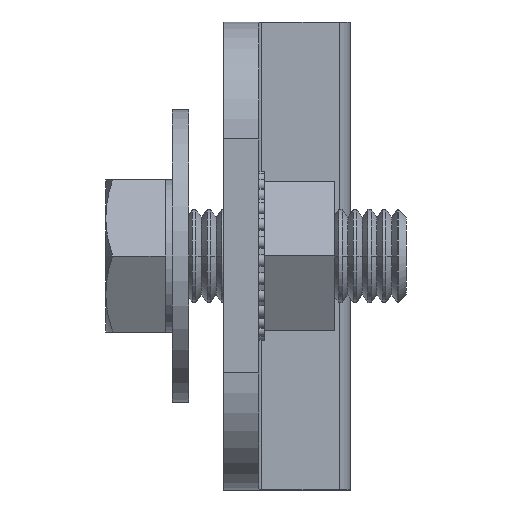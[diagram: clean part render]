
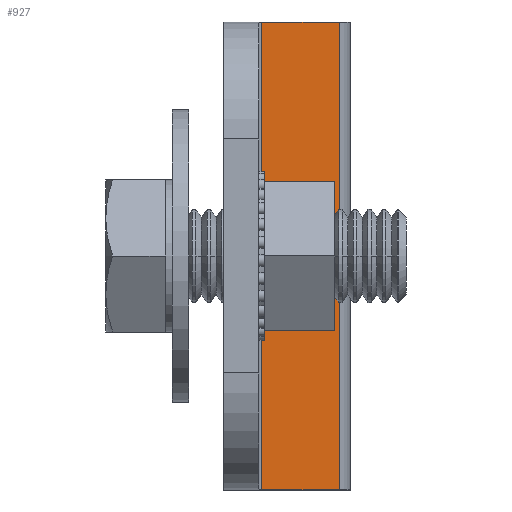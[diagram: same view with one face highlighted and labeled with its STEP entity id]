
A CAD part, left-side view. The second image highlights one B-rep face of the part: STEP entity #927.
In plain terms, the highlighted face is planar.
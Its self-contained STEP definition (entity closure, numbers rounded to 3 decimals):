
#72 = DIRECTION ( 'NONE',  ( -1., 0., 0. ) ) ;
#348 = EDGE_CURVE ( 'NONE', #6798, #1742, #6410, .T. ) ;
#411 = CARTESIAN_POINT ( 'NONE',  ( 20., 15.633, 16.201 ) ) ;
#735 = CARTESIAN_POINT ( 'NONE',  ( 20., -11.686, -16.356 ) ) ;
#927 = ADVANCED_FACE ( 'NONE', ( #5285 ), #6921, .F. ) ;
#1145 = LINE ( 'NONE', #6509, #7931 ) ;
#1221 = VECTOR ( 'NONE', #7496, 1000. ) ;
#1239 = VECTOR ( 'NONE', #72, 1000. ) ;
#1392 = DIRECTION ( 'NONE',  ( 0., -0.643, -0.766 ) ) ;
#1693 = DIRECTION ( 'NONE',  ( 0., 0.643, 0.766 ) ) ;
#1742 = VERTEX_POINT ( 'NONE', #2103 ) ;
#2103 = CARTESIAN_POINT ( 'NONE',  ( -20., -0.234, -2.709 ) ) ;
#2429 = EDGE_LOOP ( 'NONE', ( #3289, #4138, #3820, #7366 ) ) ;
#2461 = CARTESIAN_POINT ( 'NONE',  ( -20., -11.686, -16.356 ) ) ;
#2873 = VERTEX_POINT ( 'NONE', #3120 ) ;
#3031 = DIRECTION ( 'NONE',  ( 0., 0.766, -0.643 ) ) ;
#3120 = CARTESIAN_POINT ( 'NONE',  ( 20., -6.895, -10.646 ) ) ;
#3289 = ORIENTED_EDGE ( 'NONE', *, *, #6707, .F. ) ;
#3424 = VERTEX_POINT ( 'NONE', #6522 ) ;
#3820 = ORIENTED_EDGE ( 'NONE', *, *, #348, .F. ) ;
#4138 = ORIENTED_EDGE ( 'NONE', *, *, #5379, .T. ) ;
#4663 = CARTESIAN_POINT ( 'NONE',  ( -20., -6.895, -10.646 ) ) ;
#4695 = DIRECTION ( 'NONE',  ( 1., 0., 0. ) ) ;
#5285 = FACE_OUTER_BOUND ( 'NONE', #2429, .T. ) ;
#5379 = EDGE_CURVE ( 'NONE', #3424, #1742, #6339, .T. ) ;
#5456 = EDGE_CURVE ( 'NONE', #6798, #2873, #1145, .T. ) ;
#5689 = LINE ( 'NONE', #735, #7017 ) ;
#6339 = LINE ( 'NONE', #6557, #1239 ) ;
#6410 = LINE ( 'NONE', #2461, #1221 ) ;
#6509 = CARTESIAN_POINT ( 'NONE',  ( 20., -6.895, -10.646 ) ) ;
#6522 = CARTESIAN_POINT ( 'NONE',  ( 20., -0.234, -2.709 ) ) ;
#6557 = CARTESIAN_POINT ( 'NONE',  ( 20., -0.234, -2.709 ) ) ;
#6707 = EDGE_CURVE ( 'NONE', #3424, #2873, #5689, .T. ) ;
#6798 = VERTEX_POINT ( 'NONE', #4663 ) ;
#6921 = PLANE ( 'NONE',  #8297 ) ;
#7017 = VECTOR ( 'NONE', #1392, 1000. ) ;
#7366 = ORIENTED_EDGE ( 'NONE', *, *, #5456, .T. ) ;
#7496 = DIRECTION ( 'NONE',  ( 0., 0.643, 0.766 ) ) ;
#7931 = VECTOR ( 'NONE', #4695, 1000. ) ;
#8297 = AXIS2_PLACEMENT_3D ( 'NONE', #411, #3031, #1693 ) ;
